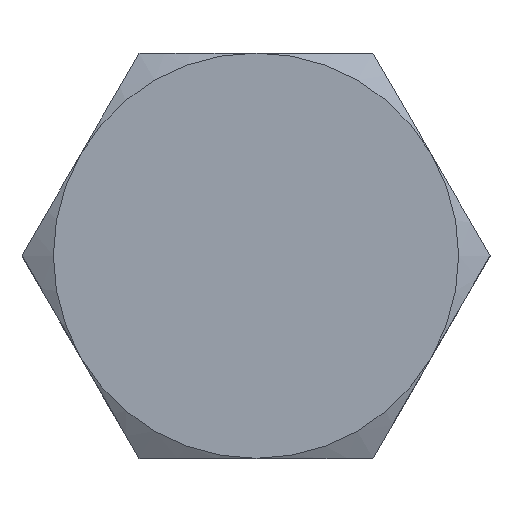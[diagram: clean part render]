
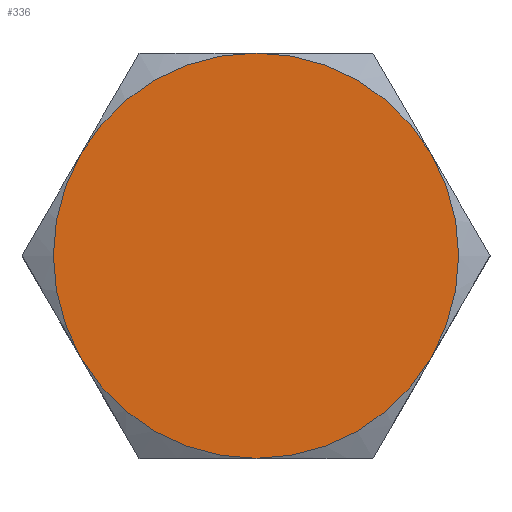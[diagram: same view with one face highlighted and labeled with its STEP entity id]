
A CAD part, top view. The second image highlights one B-rep face of the part: STEP entity #336.
In plain terms, the highlighted planar face has unit normal (0, 0, 1).
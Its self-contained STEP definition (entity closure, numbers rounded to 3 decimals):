
#8 = VERTEX_POINT ( 'NONE', #264 ) ;
#18 = VERTEX_POINT ( 'NONE', #302 ) ;
#25 = EDGE_CURVE ( 'NONE', #179, #8, #285, .T. ) ;
#32 = EDGE_CURVE ( 'NONE', #8, #18, #256, .T. ) ;
#44 = VERTEX_POINT ( 'NONE', #238 ) ;
#58 = VERTEX_POINT ( 'NONE', #212 ) ;
#179 = VERTEX_POINT ( 'NONE', #593 ) ;
#185 = EDGE_CURVE ( 'NONE', #18, #44, #692, .T. ) ;
#212 = CARTESIAN_POINT ( 'NONE',  ( 8.227, -4.75, 8.5 ) ) ;
#238 = CARTESIAN_POINT ( 'NONE',  ( 0., -9.5, 8.5 ) ) ;
#250 = DIRECTION ( 'NONE',  ( 0., -1., 0. ) ) ;
#251 = DIRECTION ( 'NONE',  ( 0., 0., 1. ) ) ;
#252 = CARTESIAN_POINT ( 'NONE',  ( 0., 0., 8.5 ) ) ;
#253 = AXIS2_PLACEMENT_3D ( 'NONE', #252, #251, #250 ) ;
#256 = CIRCLE ( 'NONE', #253, 9.5 ) ;
#264 = CARTESIAN_POINT ( 'NONE',  ( -8.227, 4.75, 8.5 ) ) ;
#281 = DIRECTION ( 'NONE',  ( 0., -1., 0. ) ) ;
#282 = DIRECTION ( 'NONE',  ( 0., 0., 1. ) ) ;
#283 = CARTESIAN_POINT ( 'NONE',  ( 0., 0., 8.5 ) ) ;
#284 = AXIS2_PLACEMENT_3D ( 'NONE', #283, #282, #281 ) ;
#285 = CIRCLE ( 'NONE', #284, 9.5 ) ;
#302 = CARTESIAN_POINT ( 'NONE',  ( -8.227, -4.75, 8.5 ) ) ;
#312 = ORIENTED_EDGE ( 'NONE', *, *, #331, .T. ) ;
#313 = ORIENTED_EDGE ( 'NONE', *, *, #314, .T. ) ;
#314 = EDGE_CURVE ( 'NONE', #341, #179, #676, .T. ) ;
#315 = ORIENTED_EDGE ( 'NONE', *, *, #25, .T. ) ;
#316 = ORIENTED_EDGE ( 'NONE', *, *, #32, .T. ) ;
#317 = ORIENTED_EDGE ( 'NONE', *, *, #185, .T. ) ;
#321 = EDGE_CURVE ( 'NONE', #44, #58, #649, .T. ) ;
#329 = EDGE_LOOP ( 'NONE', ( #330, #312, #313, #315, #316, #317 ) ) ;
#330 = ORIENTED_EDGE ( 'NONE', *, *, #321, .T. ) ;
#331 = EDGE_CURVE ( 'NONE', #58, #341, #639, .T. ) ;
#336 = ADVANCED_FACE ( 'NONE', ( #632 ), #627, .F. ) ;
#341 = VERTEX_POINT ( 'NONE', #667 ) ;
#593 = CARTESIAN_POINT ( 'NONE',  ( 0., 9.5, 8.5 ) ) ;
#622 = DIRECTION ( 'NONE',  ( 0., 1., 0. ) ) ;
#623 = DIRECTION ( 'NONE',  ( 0., 0., -1. ) ) ;
#624 = AXIS2_PLACEMENT_3D ( 'NONE', #626, #623, #622 ) ;
#626 = CARTESIAN_POINT ( 'NONE',  ( 0., 9.5, 8.5 ) ) ;
#627 = PLANE ( 'NONE',  #624 ) ;
#632 = FACE_OUTER_BOUND ( 'NONE', #329, .T. ) ;
#635 = DIRECTION ( 'NONE',  ( 0., -1., 0. ) ) ;
#636 = DIRECTION ( 'NONE',  ( 0., 0., 1. ) ) ;
#637 = CARTESIAN_POINT ( 'NONE',  ( 0., 0., 8.5 ) ) ;
#638 = AXIS2_PLACEMENT_3D ( 'NONE', #637, #636, #635 ) ;
#639 = CIRCLE ( 'NONE', #638, 9.5 ) ;
#646 = DIRECTION ( 'NONE',  ( 0., -1., 0. ) ) ;
#647 = DIRECTION ( 'NONE',  ( 0., 0., 1. ) ) ;
#648 = AXIS2_PLACEMENT_3D ( 'NONE', #677, #647, #646 ) ;
#649 = CIRCLE ( 'NONE', #648, 9.5 ) ;
#667 = CARTESIAN_POINT ( 'NONE',  ( 8.227, 4.75, 8.5 ) ) ;
#672 = DIRECTION ( 'NONE',  ( 0., -1., 0. ) ) ;
#673 = DIRECTION ( 'NONE',  ( 0., 0., 1. ) ) ;
#674 = CARTESIAN_POINT ( 'NONE',  ( 0., 0., 8.5 ) ) ;
#675 = AXIS2_PLACEMENT_3D ( 'NONE', #674, #673, #672 ) ;
#676 = CIRCLE ( 'NONE', #675, 9.5 ) ;
#677 = CARTESIAN_POINT ( 'NONE',  ( 0., 0., 8.5 ) ) ;
#689 = DIRECTION ( 'NONE',  ( 0., -1., 0. ) ) ;
#690 = DIRECTION ( 'NONE',  ( 0., 0., 1. ) ) ;
#691 = AXIS2_PLACEMENT_3D ( 'NONE', #702, #690, #689 ) ;
#692 = CIRCLE ( 'NONE', #691, 9.5 ) ;
#702 = CARTESIAN_POINT ( 'NONE',  ( 0., 0., 8.5 ) ) ;
